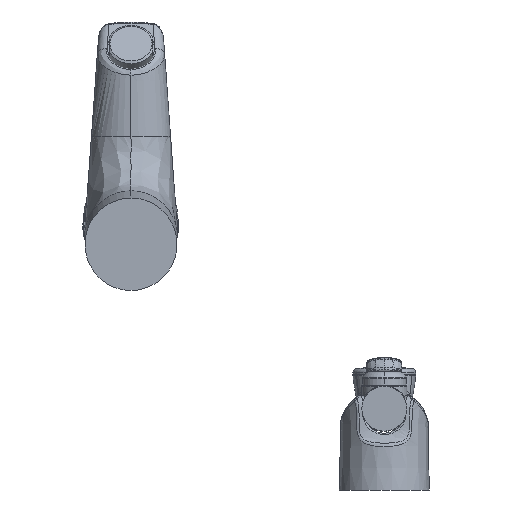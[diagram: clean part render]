
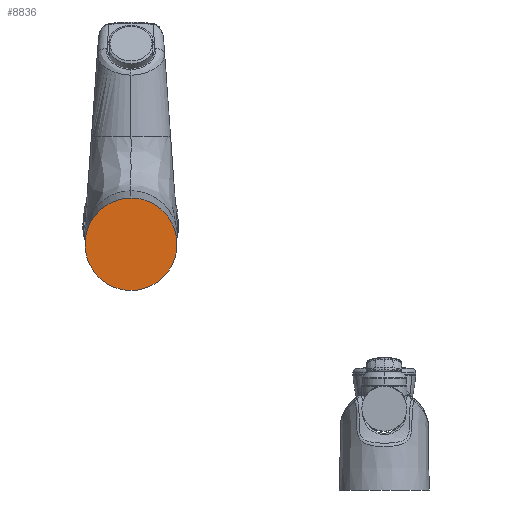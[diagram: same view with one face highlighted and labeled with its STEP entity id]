
A CAD part, front view. The second image highlights one B-rep face of the part: STEP entity #8836.
In plain terms, the highlighted planar face has unit normal (0, -1, 0).
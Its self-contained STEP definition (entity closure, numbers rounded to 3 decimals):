
#1233 = ORIENTED_EDGE ( 'NONE', *, *, #24695, .T. ) ;
#5191 = CARTESIAN_POINT ( 'NONE',  ( 379.749, 82.214, 519.548 ) ) ;
#5399 = DIRECTION ( 'NONE',  ( 0., 0., 1. ) ) ;
#7392 = FACE_OUTER_BOUND ( 'NONE', #12956, .T. ) ;
#8836 = ADVANCED_FACE ( 'NONE', ( #7392 ), #15477, .F. ) ;
#9547 =( BOUNDED_CURVE ( )  B_SPLINE_CURVE ( 3, ( #13225, #25270, #5191, #19326 ),
 .UNSPECIFIED., .F., .F. ) 
 B_SPLINE_CURVE_WITH_KNOTS ( ( 4, 4 ),
 ( 0., 3.142 ),
 .UNSPECIFIED. ) 
 CURVE ( )  GEOMETRIC_REPRESENTATION_ITEM ( )  RATIONAL_B_SPLINE_CURVE ( ( 1., 0.333, 0.333, 1. ) ) 
 REPRESENTATION_ITEM ( '' )  );
#10293 = CARTESIAN_POINT ( 'NONE',  ( 285.719, 82.214, 472.354 ) ) ;
#10670 = VERTEX_POINT ( 'NONE', #12190 ) ;
#12190 = CARTESIAN_POINT ( 'NONE',  ( 332.734, 82.214, 519.548 ) ) ;
#12956 = EDGE_LOOP ( 'NONE', ( #1233, #13554 ) ) ;
#13225 = CARTESIAN_POINT ( 'NONE',  ( 332.734, 82.214, 472.354 ) ) ;
#13486 =( BOUNDED_CURVE ( )  B_SPLINE_CURVE ( 3, ( #16133, #16304, #10293, #24465 ),
 .UNSPECIFIED., .F., .T. ) 
 B_SPLINE_CURVE_WITH_KNOTS ( ( 4, 4 ),
 ( 3.142, 6.283 ),
 .UNSPECIFIED. ) 
 CURVE ( )  GEOMETRIC_REPRESENTATION_ITEM ( )  RATIONAL_B_SPLINE_CURVE ( ( 1., 0.333, 0.333, 1. ) ) 
 REPRESENTATION_ITEM ( '' )  );
#13554 = ORIENTED_EDGE ( 'NONE', *, *, #17541, .T. ) ;
#13914 = VERTEX_POINT ( 'NONE', #19589 ) ;
#15477 = PLANE ( 'NONE',  #24441 ) ;
#16133 = CARTESIAN_POINT ( 'NONE',  ( 332.734, 82.214, 519.548 ) ) ;
#16304 = CARTESIAN_POINT ( 'NONE',  ( 285.719, 82.214, 519.548 ) ) ;
#17241 = CARTESIAN_POINT ( 'NONE',  ( 323.234, 82.214, 487.458 ) ) ;
#17500 = DIRECTION ( 'NONE',  ( 0., 1., 0. ) ) ;
#17541 = EDGE_CURVE ( 'NONE', #10670, #13914, #13486, .T. ) ;
#19326 = CARTESIAN_POINT ( 'NONE',  ( 332.734, 82.214, 519.548 ) ) ;
#19589 = CARTESIAN_POINT ( 'NONE',  ( 332.734, 82.214, 472.354 ) ) ;
#24441 = AXIS2_PLACEMENT_3D ( 'NONE', #17241, #17500, #5399 ) ;
#24465 = CARTESIAN_POINT ( 'NONE',  ( 332.734, 82.214, 472.354 ) ) ;
#24695 = EDGE_CURVE ( 'NONE', #13914, #10670, #9547, .T. ) ;
#25270 = CARTESIAN_POINT ( 'NONE',  ( 379.749, 82.214, 472.354 ) ) ;
